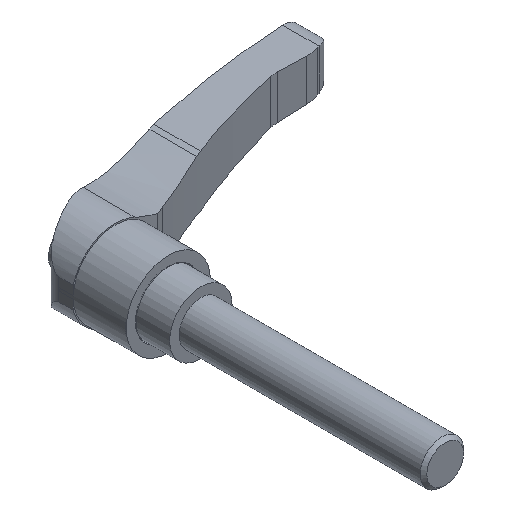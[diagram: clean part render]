
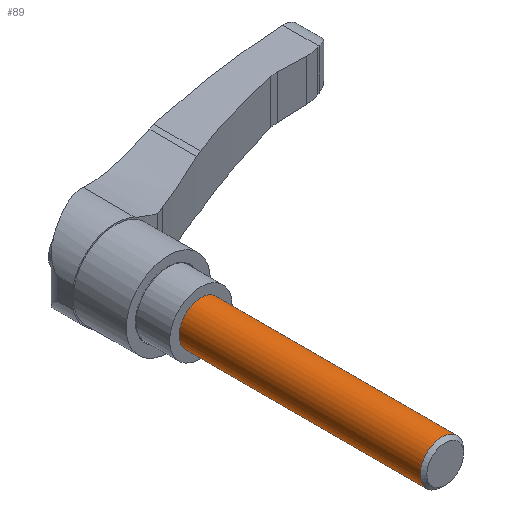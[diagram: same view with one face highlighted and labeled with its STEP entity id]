
A CAD part, isometric view. The second image highlights one B-rep face of the part: STEP entity #89.
In plain terms, the highlighted cylindrical face has radius 8 mm (diameter 16 mm), a full revolution.
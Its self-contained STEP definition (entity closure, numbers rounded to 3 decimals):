
#89 = ADVANCED_FACE( '', ( #225, #226 ), #227, .T. );
#225 = FACE_OUTER_BOUND( '', #419, .T. );
#226 = FACE_OUTER_BOUND( '', #420, .T. );
#227 = CYLINDRICAL_SURFACE( '', #421, 8. );
#419 = EDGE_LOOP( '', ( #630 ) );
#420 = EDGE_LOOP( '', ( #631 ) );
#421 = AXIS2_PLACEMENT_3D( '', #632, #633, #634 );
#630 = ORIENTED_EDGE( '', *, *, #1108, .F. );
#631 = ORIENTED_EDGE( '', *, *, #1109, .T. );
#632 = CARTESIAN_POINT( '', ( 0., -90., 0. ) );
#633 = DIRECTION( '', ( 0., 1., 0. ) );
#634 = DIRECTION( '', ( 0., 0., -1. ) );
#1108 = EDGE_CURVE( '', #1316, #1316, #1317, .T. );
#1109 = EDGE_CURVE( '', #1318, #1318, #1319, .T. );
#1316 = VERTEX_POINT( '', #1605 );
#1317 = CIRCLE( '', #1606, 8. );
#1318 = VERTEX_POINT( '', #1607 );
#1319 = CIRCLE( '', #1608, 8. );
#1605 = CARTESIAN_POINT( '', ( 0., -88.773, -8. ) );
#1606 = AXIS2_PLACEMENT_3D( '', #2257, #2258, #2259 );
#1607 = CARTESIAN_POINT( '', ( 0., 0., -8. ) );
#1608 = AXIS2_PLACEMENT_3D( '', #2260, #2261, #2262 );
#2257 = CARTESIAN_POINT( '', ( 0., -88.773, 0. ) );
#2258 = DIRECTION( '', ( 0., -1., 0. ) );
#2259 = DIRECTION( '', ( 0., 0., -1. ) );
#2260 = CARTESIAN_POINT( '', ( 0., 0., 0. ) );
#2261 = DIRECTION( '', ( 0., -1., 0. ) );
#2262 = DIRECTION( '', ( 0., 0., -1. ) );
